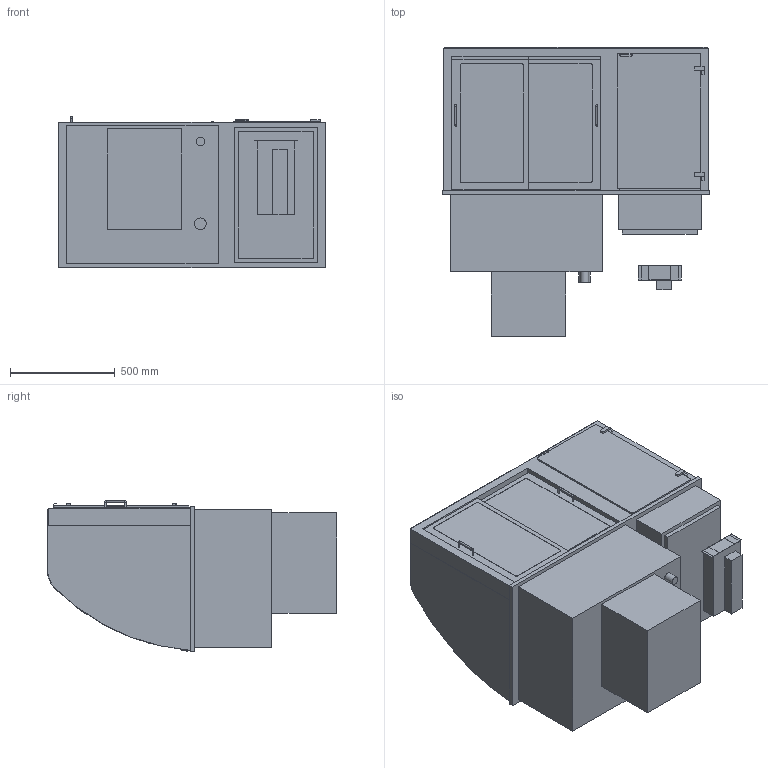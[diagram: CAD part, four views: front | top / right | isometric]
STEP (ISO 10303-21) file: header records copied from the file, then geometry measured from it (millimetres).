
FILE_DESCRIPTION(/* description */ ('vereinfachtes Modell'),/* implementation_level */ '2;1');
FILE_NAME(/* name */ '3D-AKE-00009266.stp',/* time_stamp */ '2025-02-04T08:11:50+01:00',/* author */ ('marina.schachner'),/* organization */ (''),/* preprocessor_version */ 'ST-DEVELOPER v20',/* originating_system */ 'Autodesk Inventor 2024',/* authorisation */ '');
FILE_SCHEMA (('AUTOMOTIVE_DESIGN { 1 0 10303 214 3 1 1 }'));
Length unit declared in the file: millimetre
Products named in the file (1): 3D-AKE-00009266
Bounding box: 1275 x 1382 x 722 mm (x, y, z)
Volume: 214363777.8 mm3; surface area: 19370348.1 mm2
Topology: 76 solids, 76 shells, 700 faces, 1618 edges, 1078 vertices
Faces by surface type: plane 560, cylinder 136, torus 4
Full cylindrical faces by diameter (mm): 8 x6, 10 x6, 40 x1, 55 x1
Entity records: 19698 total; most frequent: CARTESIAN_POINT 3397, DIRECTION 3306, ORIENTED_EDGE 3236, EDGE_CURVE 1618, LINE 1332, VECTOR 1332, VERTEX_POINT 1078, AXIS2_PLACEMENT_3D 987
